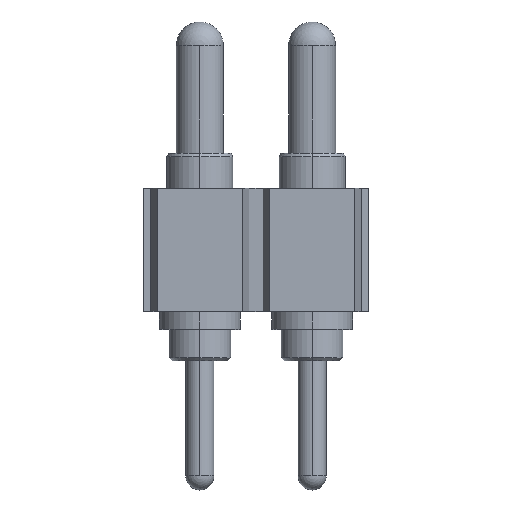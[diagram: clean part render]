
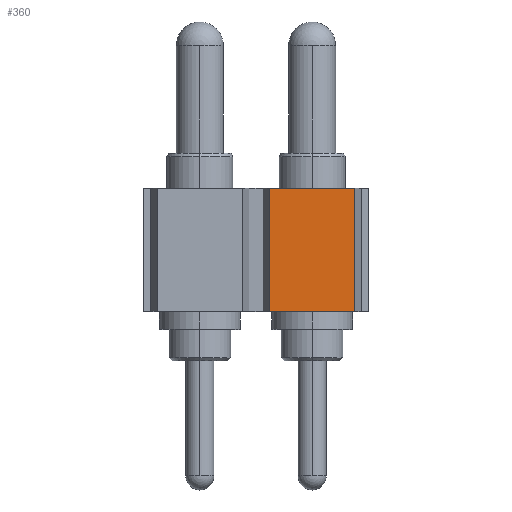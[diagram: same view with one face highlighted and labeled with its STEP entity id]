
A CAD part, top view. The second image highlights one B-rep face of the part: STEP entity #360.
In plain terms, the highlighted planar face has unit normal (0, 0, 1).
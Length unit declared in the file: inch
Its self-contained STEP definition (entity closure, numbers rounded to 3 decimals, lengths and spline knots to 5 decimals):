
#70 = CARTESIAN_POINT ( 'NONE',  ( 0.1, -0.11, 0. ) ) ;
#121 = LINE ( 'NONE', #1157, #1508 ) ;
#150 = VERTEX_POINT ( 'NONE', #1332 ) ;
#157 = CARTESIAN_POINT ( 'NONE',  ( 0., -0.11, 0. ) ) ;
#300 = ORIENTED_EDGE ( 'NONE', *, *, #1007, .T. ) ;
#321 = DIRECTION ( 'NONE',  ( 0., 1., 0. ) ) ;
#360 = ADVANCED_FACE ( 'NONE', ( #1239 ), #1099, .T. ) ;
#457 = LINE ( 'NONE', #493, #1440 ) ;
#493 = CARTESIAN_POINT ( 'NONE',  ( 0., 0., 0. ) ) ;
#506 = DIRECTION ( 'NONE',  ( 1., 0., 0. ) ) ;
#573 = VERTEX_POINT ( 'NONE', #1254 ) ;
#606 = CARTESIAN_POINT ( 'NONE',  ( 0.1, -0.11, 0. ) ) ;
#625 = VERTEX_POINT ( 'NONE', #70 ) ;
#695 = AXIS2_PLACEMENT_3D ( 'NONE', #157, #1088, #1376 ) ;
#772 = EDGE_CURVE ( 'NONE', #876, #150, #457, .T. ) ;
#876 = VERTEX_POINT ( 'NONE', #1316 ) ;
#930 = ORIENTED_EDGE ( 'NONE', *, *, #772, .F. ) ;
#939 = EDGE_CURVE ( 'NONE', #625, #876, #1100, .T. ) ;
#992 = VECTOR ( 'NONE', #321, 39.37008 ) ;
#1007 = EDGE_CURVE ( 'NONE', #573, #150, #121, .T. ) ;
#1082 = ORIENTED_EDGE ( 'NONE', *, *, #939, .F. ) ;
#1088 = DIRECTION ( 'NONE',  ( 0., 0., 1. ) ) ;
#1097 = EDGE_CURVE ( 'NONE', #625, #573, #1156, .T. ) ;
#1099 = PLANE ( 'NONE',  #695 ) ;
#1100 = LINE ( 'NONE', #606, #992 ) ;
#1109 = EDGE_LOOP ( 'NONE', ( #1082, #1621, #300, #930 ) ) ;
#1156 = LINE ( 'NONE', #1469, #1207 ) ;
#1157 = CARTESIAN_POINT ( 'NONE',  ( 0.17593, -0.11, 0. ) ) ;
#1207 = VECTOR ( 'NONE', #1727, 39.37008 ) ;
#1239 = FACE_OUTER_BOUND ( 'NONE', #1109, .T. ) ;
#1254 = CARTESIAN_POINT ( 'NONE',  ( 0.17593, -0.11, 0. ) ) ;
#1316 = CARTESIAN_POINT ( 'NONE',  ( 0.1, 0., 0. ) ) ;
#1332 = CARTESIAN_POINT ( 'NONE',  ( 0.17593, 0., 0. ) ) ;
#1376 = DIRECTION ( 'NONE',  ( 1., 0., 0. ) ) ;
#1440 = VECTOR ( 'NONE', #506, 39.37008 ) ;
#1469 = CARTESIAN_POINT ( 'NONE',  ( 0., -0.11, 0. ) ) ;
#1508 = VECTOR ( 'NONE', #1707, 39.37008 ) ;
#1621 = ORIENTED_EDGE ( 'NONE', *, *, #1097, .T. ) ;
#1707 = DIRECTION ( 'NONE',  ( 0., 1., 0. ) ) ;
#1727 = DIRECTION ( 'NONE',  ( 1., 0., 0. ) ) ;
